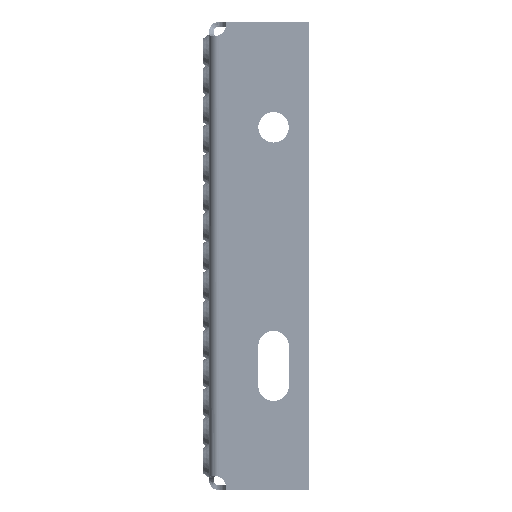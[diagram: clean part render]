
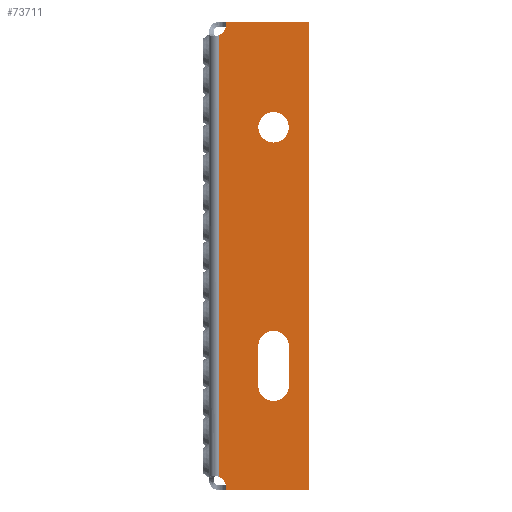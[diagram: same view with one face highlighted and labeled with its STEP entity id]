
A CAD part, left-side view. The second image highlights one B-rep face of the part: STEP entity #73711.
In plain terms, the highlighted planar face has unit normal (-1, 0, 0).
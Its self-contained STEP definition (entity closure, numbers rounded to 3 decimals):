
#2486 = DIRECTION ( 'NONE',  ( -1., 0., 0. ) ) ;
#2611 = DIRECTION ( 'NONE',  ( 0., 0., 1. ) ) ;
#2669 = ORIENTED_EDGE ( 'NONE', *, *, #6091, .F. ) ;
#3494 = DIRECTION ( 'NONE',  ( 0., -1., 0. ) ) ;
#6091 = EDGE_CURVE ( 'NONE', #84825, #79800, #61986, .T. ) ;
#6208 = LINE ( 'NONE', #60691, #93253 ) ;
#6384 = EDGE_LOOP ( 'NONE', ( #105610, #2669 ) ) ;
#8238 = EDGE_CURVE ( 'NONE', #82382, #10415, #49633, .T. ) ;
#9502 = ORIENTED_EDGE ( 'NONE', *, *, #47646, .T. ) ;
#10415 = VERTEX_POINT ( 'NONE', #15420 ) ;
#12341 = EDGE_CURVE ( 'NONE', #10415, #23489, #38821, .T. ) ;
#13946 = DIRECTION ( 'NONE',  ( 0., 0., 1. ) ) ;
#14980 = EDGE_CURVE ( 'NONE', #39719, #29942, #68632, .T. ) ;
#15116 = ORIENTED_EDGE ( 'NONE', *, *, #34601, .T. ) ;
#15420 = CARTESIAN_POINT ( 'NONE',  ( -250., -42.498, 100. ) ) ;
#18179 = CARTESIAN_POINT ( 'NONE',  ( -250., -4., -94.302 ) ) ;
#20018 = CARTESIAN_POINT ( 'NONE',  ( -250., -7.187, -100. ) ) ;
#20236 = CIRCLE ( 'NONE', #41111, 6.5 ) ;
#21634 = AXIS2_PLACEMENT_3D ( 'NONE', #27031, #85947, #35498 ) ;
#22138 = EDGE_CURVE ( 'NONE', #45890, #106157, #26096, .T. ) ;
#22852 = DIRECTION ( 'NONE',  ( 1., 0., 0. ) ) ;
#23489 = VERTEX_POINT ( 'NONE', #43507 ) ;
#25006 = VERTEX_POINT ( 'NONE', #20018 ) ;
#26096 = CIRCLE ( 'NONE', #68226, 6.5 ) ;
#27031 = CARTESIAN_POINT ( 'NONE',  ( -250., -27.498, 55. ) ) ;
#27135 = DIRECTION ( 'NONE',  ( 0., 0., 1. ) ) ;
#27568 = DIRECTION ( 'NONE',  ( 0., 1., 0. ) ) ;
#29942 = VERTEX_POINT ( 'NONE', #100729 ) ;
#30949 = CARTESIAN_POINT ( 'NONE',  ( -250., -27.498, -55.5 ) ) ;
#33694 = FACE_OUTER_BOUND ( 'NONE', #105397, .T. ) ;
#34601 = EDGE_CURVE ( 'NONE', #25006, #82382, #42073, .T. ) ;
#35498 = DIRECTION ( 'NONE',  ( 0., -1., 0. ) ) ;
#36891 = CARTESIAN_POINT ( 'NONE',  ( -250., -33.998, 55. ) ) ;
#37112 = CARTESIAN_POINT ( 'NONE',  ( -250., -7.187, -100. ) ) ;
#37437 = EDGE_CURVE ( 'NONE', #89401, #96266, #84165, .T. ) ;
#37840 = EDGE_LOOP ( 'NONE', ( #51215, #106272, #94540, #40887 ) ) ;
#38821 = LINE ( 'NONE', #52648, #58673 ) ;
#39341 = CARTESIAN_POINT ( 'NONE',  ( -250., -20.998, 55. ) ) ;
#39405 = DIRECTION ( 'NONE',  ( 0., -1., 0. ) ) ;
#39719 = VERTEX_POINT ( 'NONE', #18179 ) ;
#40887 = ORIENTED_EDGE ( 'NONE', *, *, #90416, .F. ) ;
#40896 = CARTESIAN_POINT ( 'NONE',  ( -250., -27.498, 55. ) ) ;
#41009 = AXIS2_PLACEMENT_3D ( 'NONE', #103620, #53226, #2611 ) ;
#41111 = AXIS2_PLACEMENT_3D ( 'NONE', #40896, #99808, #49417 ) ;
#41814 = CARTESIAN_POINT ( 'NONE',  ( -250., -4., -99. ) ) ;
#41907 = VECTOR ( 'NONE', #89482, 1000. ) ;
#42073 = LINE ( 'NONE', #37112, #71075 ) ;
#43507 = CARTESIAN_POINT ( 'NONE',  ( -250., -7.187, 100. ) ) ;
#43954 = CIRCLE ( 'NONE', #45670, 5. ) ;
#45670 = AXIS2_PLACEMENT_3D ( 'NONE', #73343, #22852, #81752 ) ;
#45779 = CARTESIAN_POINT ( 'NONE',  ( -250., -42.498, -100. ) ) ;
#45890 = VERTEX_POINT ( 'NONE', #109030 ) ;
#46161 = VECTOR ( 'NONE', #66940, 1000. ) ;
#47500 = PLANE ( 'NONE',  #85682 ) ;
#47646 = EDGE_CURVE ( 'NONE', #23489, #29942, #58553, .T. ) ;
#49417 = DIRECTION ( 'NONE',  ( 0., -1., 0. ) ) ;
#49633 = LINE ( 'NONE', #98356, #69426 ) ;
#51215 = ORIENTED_EDGE ( 'NONE', *, *, #37437, .F. ) ;
#51457 = ORIENTED_EDGE ( 'NONE', *, *, #53938, .T. ) ;
#51671 = ORIENTED_EDGE ( 'NONE', *, *, #12341, .T. ) ;
#52648 = CARTESIAN_POINT ( 'NONE',  ( -250., -42.498, 100. ) ) ;
#53102 = CARTESIAN_POINT ( 'NONE',  ( -250., -27.498, -38.5 ) ) ;
#53226 = DIRECTION ( 'NONE',  ( 1., 0., 0. ) ) ;
#53938 = EDGE_CURVE ( 'NONE', #39719, #25006, #43954, .T. ) ;
#55875 = ORIENTED_EDGE ( 'NONE', *, *, #14980, .F. ) ;
#56001 = CARTESIAN_POINT ( 'NONE',  ( -250., -2.288, -99. ) ) ;
#56129 = FACE_BOUND ( 'NONE', #37840, .T. ) ;
#58438 = EDGE_CURVE ( 'NONE', #79800, #84825, #20236, .T. ) ;
#58553 = CIRCLE ( 'NONE', #41009, 5. ) ;
#58673 = VECTOR ( 'NONE', #27568, 1000. ) ;
#60691 = CARTESIAN_POINT ( 'NONE',  ( -250., -33.998, -99. ) ) ;
#61593 = DIRECTION ( 'NONE',  ( 0., -1., 0. ) ) ;
#61986 = CIRCLE ( 'NONE', #21634, 6.5 ) ;
#62703 = EDGE_CURVE ( 'NONE', #106157, #89401, #6208, .T. ) ;
#65444 = CARTESIAN_POINT ( 'NONE',  ( -250., -20.998, -38.5 ) ) ;
#66940 = DIRECTION ( 'NONE',  ( 0., 0., 1. ) ) ;
#68226 = AXIS2_PLACEMENT_3D ( 'NONE', #30949, #89867, #39405 ) ;
#68632 = LINE ( 'NONE', #41814, #46161 ) ;
#69426 = VECTOR ( 'NONE', #89934, 1000. ) ;
#71075 = VECTOR ( 'NONE', #3494, 1000. ) ;
#73343 = CARTESIAN_POINT ( 'NONE',  ( -250., -2.288, -99. ) ) ;
#73711 = ADVANCED_FACE ( 'NONE', ( #56129, #100882, #33694 ), #47500, .T. ) ;
#79800 = VERTEX_POINT ( 'NONE', #39341 ) ;
#81752 = DIRECTION ( 'NONE',  ( 0., 0., 1. ) ) ;
#82382 = VERTEX_POINT ( 'NONE', #45779 ) ;
#84165 = CIRCLE ( 'NONE', #104221, 6.5 ) ;
#84825 = VERTEX_POINT ( 'NONE', #36891 ) ;
#85682 = AXIS2_PLACEMENT_3D ( 'NONE', #56001, #106028, #13946 ) ;
#85947 = DIRECTION ( 'NONE',  ( -1., 0., 0. ) ) ;
#89401 = VERTEX_POINT ( 'NONE', #90823 ) ;
#89482 = DIRECTION ( 'NONE',  ( 0., 0., -1. ) ) ;
#89867 = DIRECTION ( 'NONE',  ( -1., 0., 0. ) ) ;
#89934 = DIRECTION ( 'NONE',  ( 0., 0., 1. ) ) ;
#90416 = EDGE_CURVE ( 'NONE', #96266, #45890, #106443, .T. ) ;
#90691 = CARTESIAN_POINT ( 'NONE',  ( -250., -33.998, -55.5 ) ) ;
#90823 = CARTESIAN_POINT ( 'NONE',  ( -250., -33.998, -38.5 ) ) ;
#93253 = VECTOR ( 'NONE', #27135, 1000. ) ;
#94540 = ORIENTED_EDGE ( 'NONE', *, *, #22138, .F. ) ;
#96266 = VERTEX_POINT ( 'NONE', #65444 ) ;
#97926 = CARTESIAN_POINT ( 'NONE',  ( -250., -20.998, -99. ) ) ;
#98356 = CARTESIAN_POINT ( 'NONE',  ( -250., -42.498, -100. ) ) ;
#99808 = DIRECTION ( 'NONE',  ( -1., 0., 0. ) ) ;
#100729 = CARTESIAN_POINT ( 'NONE',  ( -250., -4., 94.302 ) ) ;
#100747 = ORIENTED_EDGE ( 'NONE', *, *, #8238, .T. ) ;
#100882 = FACE_BOUND ( 'NONE', #6384, .T. ) ;
#103620 = CARTESIAN_POINT ( 'NONE',  ( -250., -2.288, 99. ) ) ;
#104221 = AXIS2_PLACEMENT_3D ( 'NONE', #53102, #2486, #61593 ) ;
#105397 = EDGE_LOOP ( 'NONE', ( #55875, #51457, #15116, #100747, #51671, #9502 ) ) ;
#105610 = ORIENTED_EDGE ( 'NONE', *, *, #58438, .F. ) ;
#106028 = DIRECTION ( 'NONE',  ( -1., 0., 0. ) ) ;
#106157 = VERTEX_POINT ( 'NONE', #90691 ) ;
#106272 = ORIENTED_EDGE ( 'NONE', *, *, #62703, .F. ) ;
#106443 = LINE ( 'NONE', #97926, #41907 ) ;
#109030 = CARTESIAN_POINT ( 'NONE',  ( -250., -20.998, -55.5 ) ) ;
